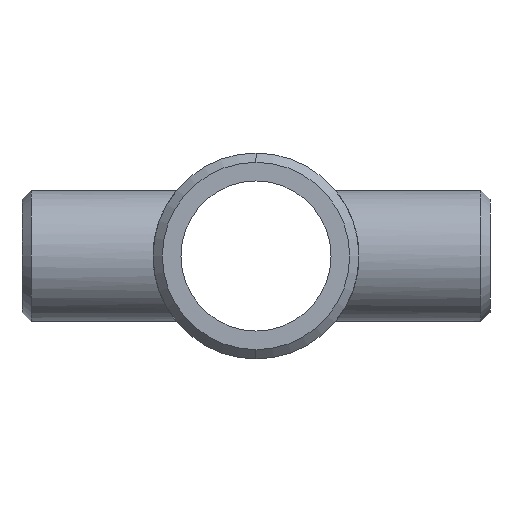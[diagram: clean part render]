
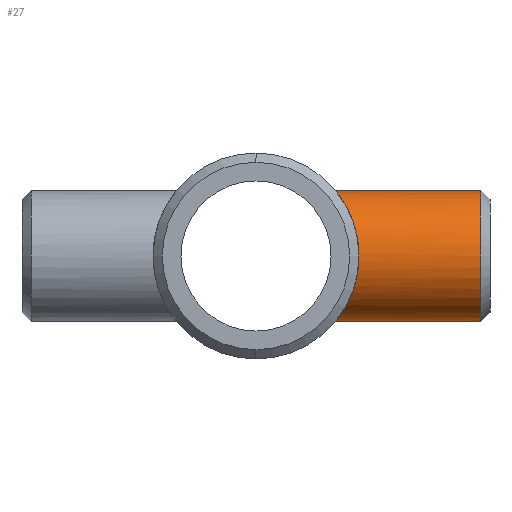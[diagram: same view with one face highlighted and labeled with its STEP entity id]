
A CAD part, left-side view. The second image highlights one B-rep face of the part: STEP entity #27.
In plain terms, the highlighted cylindrical face has radius 10.668 mm (diameter 21.336 mm), a partial arc.
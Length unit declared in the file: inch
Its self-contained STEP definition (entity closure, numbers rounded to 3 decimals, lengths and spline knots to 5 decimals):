
#3 = CARTESIAN_POINT ( 'NONE',  ( -0.41417, -0.6563, 0.07111 ) ) ;
#16 = CARTESIAN_POINT ( 'NONE',  ( -0.18846, -0.54276, -0.37559 ) ) ;
#17 = VERTEX_POINT ( 'NONE', #738 ) ;
#27 = ADVANCED_FACE ( 'NONE', ( #537 ), #557, .T. ) ;
#43 = DIRECTION ( 'NONE',  ( 0., 1., 0. ) ) ;
#68 = CARTESIAN_POINT ( 'NONE',  ( -0.27719, -0.57945, 0.31668 ) ) ;
#79 = CARTESIAN_POINT ( 'NONE',  ( -0.2123, -0.5515, -0.36265 ) ) ;
#83 = CARTESIAN_POINT ( 'NONE',  ( -0.05677, -0.51208, -0.41639 ) ) ;
#90 = CARTESIAN_POINT ( 'NONE',  ( -0.41439, -0.65644, -0.06985 ) ) ;
#100 = CARTESIAN_POINT ( 'NONE',  ( -0.41932, -0.65957, -0.0277 ) ) ;
#109 = DIRECTION ( 'NONE',  ( 0., 0., -1. ) ) ;
#167 = CARTESIAN_POINT ( 'NONE',  ( -0.11224, -0.52063, -0.4057 ) ) ;
#173 = CARTESIAN_POINT ( 'NONE',  ( -0.42002, -0.66001, -0.01363 ) ) ;
#179 = CARTESIAN_POINT ( 'NONE',  ( -0.33186, -0.60768, 0.25777 ) ) ;
#180 = AXIS2_PLACEMENT_3D ( 'NONE', #889, #640, #468 ) ;
#206 = EDGE_CURVE ( 'NONE', #17, #746, #541, .T. ) ;
#232 = CARTESIAN_POINT ( 'NONE',  ( -0.11128, -0.52098, 0.40523 ) ) ;
#245 = CARTESIAN_POINT ( 'NONE',  ( -0.35533, -0.62082, -0.22432 ) ) ;
#252 = CARTESIAN_POINT ( 'NONE',  ( -0.02855, -0.50972, -0.41927 ) ) ;
#263 = VECTOR ( 'NONE', #667, 39.37008 ) ;
#310 = ORIENTED_EDGE ( 'NONE', *, *, #353, .T. ) ;
#321 = EDGE_LOOP ( 'NONE', ( #310, #332, #707, #644 ) ) ;
#330 = CARTESIAN_POINT ( 'NONE',  ( -0.33989, -0.61212, 0.24709 ) ) ;
#332 = ORIENTED_EDGE ( 'NONE', *, *, #683, .T. ) ;
#341 = CARTESIAN_POINT ( 'NONE',  ( -0.17614, -0.53859, -0.38153 ) ) ;
#353 = EDGE_CURVE ( 'NONE', #584, #1056, #591, .T. ) ;
#379 = CARTESIAN_POINT ( 'NONE',  ( 0., -1.44033, -0.42 ) ) ;
#384 = DIRECTION ( 'NONE',  ( 0., 1., 0. ) ) ;
#401 = CARTESIAN_POINT ( 'NONE',  ( -0.25665, -0.56979, 0.33354 ) ) ;
#407 = CARTESIAN_POINT ( 'NONE',  ( -0.30573, -0.5938, 0.28829 ) ) ;
#416 = EDGE_CURVE ( 'NONE', #584, #746, #1095, .T. ) ;
#427 = CARTESIAN_POINT ( 'NONE',  ( -0.13848, -0.52707, -0.39745 ) ) ;
#439 = CARTESIAN_POINT ( 'NONE',  ( -0.25696, -0.56993, -0.33329 ) ) ;
#468 = DIRECTION ( 'NONE',  ( 0., 0., -1. ) ) ;
#503 = CARTESIAN_POINT ( 'NONE',  ( -0.36199, -0.62466, 0.21343 ) ) ;
#507 = CARTESIAN_POINT ( 'NONE',  ( -0.33215, -0.60784, -0.2574 ) ) ;
#511 = CARTESIAN_POINT ( 'NONE',  ( -0.37549, -0.63259, -0.18867 ) ) ;
#537 = FACE_OUTER_BOUND ( 'NONE', #321, .T. ) ;
#541 = B_SPLINE_CURVE_WITH_KNOTS ( 'NONE', 3,
 ( #749, #663, #758, #1001, #232, #578, #1075, #564, #659, #401, #68, #407, #1085, #179, #330, #938, #503, #933, #847, #870, #951, #3, #1101, #587, #859, #173, #100, #783, #90, #1097, #686, #678, #511, #767, #245, #1015, #507, #592, #1019, #596, #439, #603, #79, #16, #341, #427, #167, #852, #83, #252, #778, #790 ),
 .UNSPECIFIED., .F., .F.,
 ( 4, 2, 2, 2, 2, 2, 2, 2, 2, 2, 2, 2, 2, 2, 2, 2, 2, 2, 2, 2, 2, 2, 2, 2, 2, 4 ),
 ( 0.03434, 0.03648, 0.03755, 0.03862, 0.04076, 0.0429, 0.04397, 0.04504, 0.04611, 0.04718, 0.04932, 0.05039, 0.05146, 0.05253, 0.0536, 0.05574, 0.05681, 0.05787, 0.05894, 0.06001, 0.06215, 0.06322, 0.06429, 0.06643, 0.0675, 0.06857 ),
 .UNSPECIFIED. ) ;
#557 = CYLINDRICAL_SURFACE ( 'NONE', #606, 0.42 ) ;
#564 = CARTESIAN_POINT ( 'NONE',  ( -0.18826, -0.54228, 0.37643 ) ) ;
#578 = CARTESIAN_POINT ( 'NONE',  ( -0.13771, -0.52726, 0.39702 ) ) ;
#580 = CARTESIAN_POINT ( 'NONE',  ( 0., -0.50912, -0.42 ) ) ;
#584 = VERTEX_POINT ( 'NONE', #379 ) ;
#587 = CARTESIAN_POINT ( 'NONE',  ( -0.41926, -0.65953, 0.02871 ) ) ;
#591 = CIRCLE ( 'NONE', #180, 0.42 ) ;
#592 = CARTESIAN_POINT ( 'NONE',  ( -0.31504, -0.59866, -0.27808 ) ) ;
#596 = CARTESIAN_POINT ( 'NONE',  ( -0.27746, -0.57958, -0.31644 ) ) ;
#603 = CARTESIAN_POINT ( 'NONE',  ( -0.22377, -0.55603, -0.35567 ) ) ;
#606 = AXIS2_PLACEMENT_3D ( 'NONE', #642, #43, #109 ) ;
#640 = DIRECTION ( 'NONE',  ( 0., 1., 0. ) ) ;
#642 = CARTESIAN_POINT ( 'NONE',  ( 0., -1.5, 0. ) ) ;
#644 = ORIENTED_EDGE ( 'NONE', *, *, #416, .F. ) ;
#645 = CARTESIAN_POINT ( 'NONE',  ( 0., -1.5, 0.42 ) ) ;
#647 = CARTESIAN_POINT ( 'NONE',  ( 0., -1.5, -0.42 ) ) ;
#659 = CARTESIAN_POINT ( 'NONE',  ( -0.21228, -0.55123, 0.36339 ) ) ;
#663 = CARTESIAN_POINT ( 'NONE',  ( -0.02845, -0.50912, 0.42 ) ) ;
#667 = DIRECTION ( 'NONE',  ( 0., 1., 0. ) ) ;
#678 = CARTESIAN_POINT ( 'NONE',  ( -0.38152, -0.63619, -0.17616 ) ) ;
#683 = EDGE_CURVE ( 'NONE', #1056, #17, #1051, .T. ) ;
#686 = CARTESIAN_POINT ( 'NONE',  ( -0.39764, -0.64594, -0.13801 ) ) ;
#692 = CARTESIAN_POINT ( 'NONE',  ( 0., -1.44033, 0.42 ) ) ;
#707 = ORIENTED_EDGE ( 'NONE', *, *, #206, .T. ) ;
#738 = CARTESIAN_POINT ( 'NONE',  ( 0., -0.50912, 0.42 ) ) ;
#746 = VERTEX_POINT ( 'NONE', #580 ) ;
#749 = CARTESIAN_POINT ( 'NONE',  ( 0., -0.50912, 0.42 ) ) ;
#758 = CARTESIAN_POINT ( 'NONE',  ( -0.05639, -0.51151, 0.41714 ) ) ;
#767 = CARTESIAN_POINT ( 'NONE',  ( -0.36239, -0.6249, -0.21274 ) ) ;
#778 = CARTESIAN_POINT ( 'NONE',  ( -0.01429, -0.50912, -0.42 ) ) ;
#783 = CARTESIAN_POINT ( 'NONE',  ( -0.41652, -0.65779, -0.05578 ) ) ;
#790 = CARTESIAN_POINT ( 'NONE',  ( 0., -0.50912, -0.42 ) ) ;
#847 = CARTESIAN_POINT ( 'NONE',  ( -0.38105, -0.63591, 0.17718 ) ) ;
#852 = CARTESIAN_POINT ( 'NONE',  ( -0.07084, -0.51384, -0.41422 ) ) ;
#859 = CARTESIAN_POINT ( 'NONE',  ( -0.41998, -0.65999, 0.01458 ) ) ;
#870 = CARTESIAN_POINT ( 'NONE',  ( -0.39736, -0.64577, 0.13883 ) ) ;
#889 = CARTESIAN_POINT ( 'NONE',  ( 0., -1.44033, 0. ) ) ;
#900 = VECTOR ( 'NONE', #384, 39.37008 ) ;
#933 = CARTESIAN_POINT ( 'NONE',  ( -0.37503, -0.63231, 0.18958 ) ) ;
#938 = CARTESIAN_POINT ( 'NONE',  ( -0.35495, -0.62061, 0.22492 ) ) ;
#951 = CARTESIAN_POINT ( 'NONE',  ( -0.40567, -0.65096, 0.11233 ) ) ;
#1001 = CARTESIAN_POINT ( 'NONE',  ( -0.09763, -0.51822, 0.40874 ) ) ;
#1015 = CARTESIAN_POINT ( 'NONE',  ( -0.34021, -0.61229, -0.24665 ) ) ;
#1019 = CARTESIAN_POINT ( 'NONE',  ( -0.30594, -0.59391, -0.28806 ) ) ;
#1051 = LINE ( 'NONE', #645, #900 ) ;
#1056 = VERTEX_POINT ( 'NONE', #692 ) ;
#1075 = CARTESIAN_POINT ( 'NONE',  ( -0.15058, -0.53078, 0.39232 ) ) ;
#1085 = CARTESIAN_POINT ( 'NONE',  ( -0.3148, -0.59854, 0.27835 ) ) ;
#1095 = LINE ( 'NONE', #647, #263 ) ;
#1097 = CARTESIAN_POINT ( 'NONE',  ( -0.40592, -0.65112, -0.11148 ) ) ;
#1101 = CARTESIAN_POINT ( 'NONE',  ( -0.41635, -0.65768, 0.05705 ) ) ;
